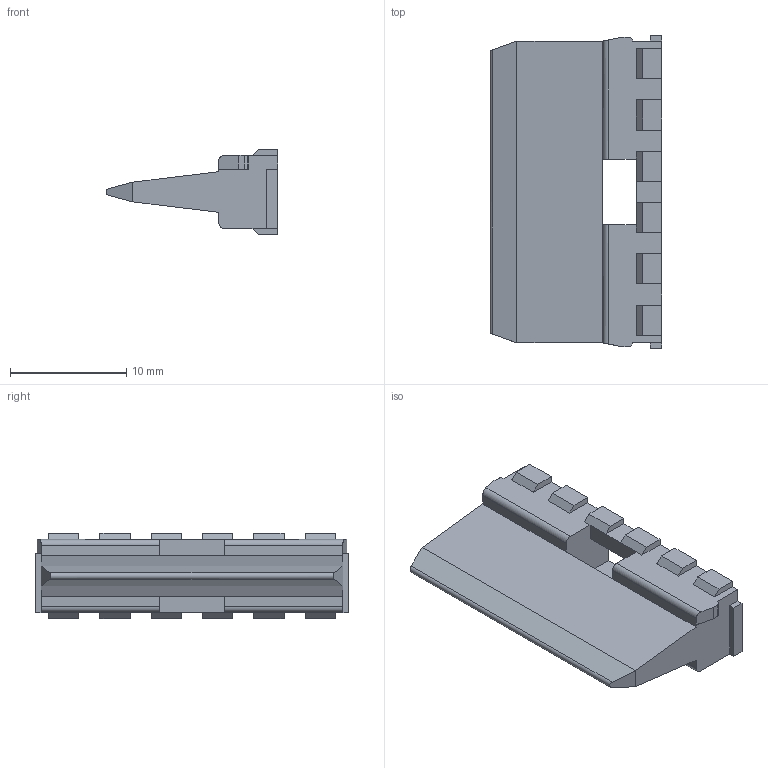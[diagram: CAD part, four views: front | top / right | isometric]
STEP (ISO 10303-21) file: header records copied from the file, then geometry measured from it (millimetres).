
FILE_DESCRIPTION((''),'2;1');
FILE_NAME('AW12P','2014-11-03T',('Orion.Li'),(''),'PRO/ENGINEER BY PARAMETRIC TECHNOLOGY CORPORATION, 2013230','PRO/ENGINEER BY PARAMETRIC TECHNOLOGY CORPORATION, 2013230','');
FILE_SCHEMA(('CONFIG_CONTROL_DESIGN'));
Length unit declared in the file: millimetre
Products named in the file (1): AW12P
Bounding box: 14.8 x 27 x 7.4 mm (x, y, z)
Volume: 1049.1 mm3; surface area: 1713.8 mm2
Topology: 1 solids, 1 shells, 115 faces, 324 edges, 210 vertices
Faces by surface type: plane 108, cylinder 7
Entity records: 3704 total; most frequent: CARTESIAN_POINT 691, ORIENTED_EDGE 648, DIRECTION 560, EDGE_CURVE 324, VECTOR 310, LINE 310, VERTEX_POINT 210, AXIS2_PLACEMENT_3D 125
